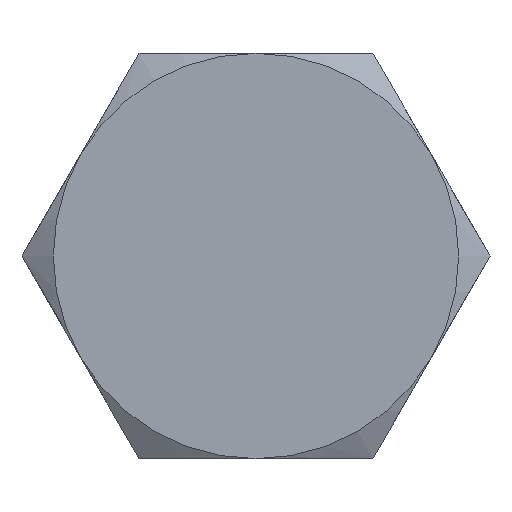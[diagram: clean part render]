
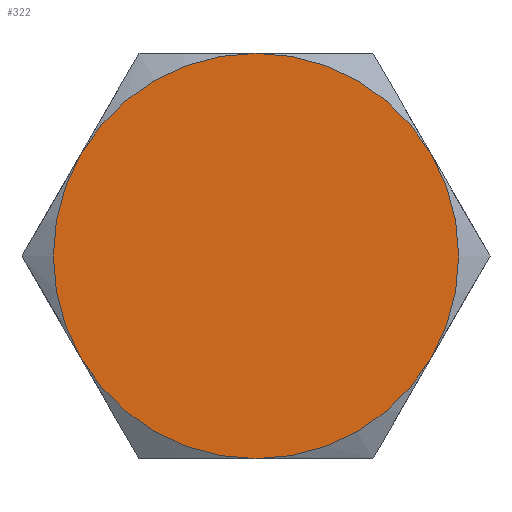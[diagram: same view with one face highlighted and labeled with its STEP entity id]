
A CAD part, left-side view. The second image highlights one B-rep face of the part: STEP entity #322.
In plain terms, the highlighted planar face has unit normal (-1, 0, 0).
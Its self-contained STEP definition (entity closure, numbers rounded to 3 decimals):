
#58=PLANE('',#370);
#78=FACE_OUTER_BOUND('',#100,.T.);
#100=EDGE_LOOP('',(#269,#270,#271,#272,#273,#274));
#101=CIRCLE('',#338,8.5);
#110=CIRCLE('',#361,8.5);
#111=CIRCLE('',#363,8.5);
#112=CIRCLE('',#365,8.5);
#113=CIRCLE('',#367,8.5);
#114=CIRCLE('',#369,8.5);
#127=VERTEX_POINT('',#458);
#129=VERTEX_POINT('',#463);
#131=VERTEX_POINT('',#470);
#135=VERTEX_POINT('',#484);
#149=VERTEX_POINT('',#539);
#151=VERTEX_POINT('',#549);
#154=EDGE_CURVE('',#127,#129,#101,.F.);
#188=EDGE_CURVE('',#131,#135,#110,.F.);
#189=EDGE_CURVE('',#151,#131,#111,.F.);
#190=EDGE_CURVE('',#149,#151,#112,.F.);
#191=EDGE_CURVE('',#129,#149,#113,.F.);
#192=EDGE_CURVE('',#135,#127,#114,.F.);
#269=ORIENTED_EDGE('',*,*,#190,.T.);
#270=ORIENTED_EDGE('',*,*,#189,.T.);
#271=ORIENTED_EDGE('',*,*,#188,.T.);
#272=ORIENTED_EDGE('',*,*,#192,.T.);
#273=ORIENTED_EDGE('',*,*,#154,.T.);
#274=ORIENTED_EDGE('',*,*,#191,.T.);
#322=ADVANCED_FACE('',(#78),#58,.F.);
#338=AXIS2_PLACEMENT_3D('',#467,#375,#376);
#361=AXIS2_PLACEMENT_3D('',#557,#436,#437);
#363=AXIS2_PLACEMENT_3D('',#559,#440,#441);
#365=AXIS2_PLACEMENT_3D('',#561,#444,#445);
#367=AXIS2_PLACEMENT_3D('',#563,#448,#449);
#369=AXIS2_PLACEMENT_3D('',#565,#452,#453);
#370=AXIS2_PLACEMENT_3D('',#566,#454,#455);
#375=DIRECTION('center_axis',(1.,0.,0.));
#376=DIRECTION('ref_axis',(0.,0.,-1.));
#436=DIRECTION('center_axis',(1.,0.,0.));
#437=DIRECTION('ref_axis',(0.,0.,-1.));
#440=DIRECTION('center_axis',(1.,0.,0.));
#441=DIRECTION('ref_axis',(0.,0.,-1.));
#444=DIRECTION('center_axis',(1.,0.,0.));
#445=DIRECTION('ref_axis',(0.,0.,-1.));
#448=DIRECTION('center_axis',(1.,0.,0.));
#449=DIRECTION('ref_axis',(0.,0.,-1.));
#452=DIRECTION('center_axis',(1.,0.,0.));
#453=DIRECTION('ref_axis',(0.,0.,-1.));
#454=DIRECTION('center_axis',(1.,0.,0.));
#455=DIRECTION('ref_axis',(0.,0.,-1.));
#458=CARTESIAN_POINT('',(-6.4,-7.361,-4.25));
#463=CARTESIAN_POINT('',(-6.4,-7.361,4.25));
#467=CARTESIAN_POINT('Origin',(-6.4,0.,0.));
#470=CARTESIAN_POINT('',(-6.4,7.361,-4.25));
#484=CARTESIAN_POINT('',(-6.4,0.,-8.5));
#539=CARTESIAN_POINT('',(-6.4,0.,8.5));
#549=CARTESIAN_POINT('',(-6.4,7.361,4.25));
#557=CARTESIAN_POINT('Origin',(-6.4,0.,0.));
#559=CARTESIAN_POINT('Origin',(-6.4,0.,0.));
#561=CARTESIAN_POINT('Origin',(-6.4,0.,0.));
#563=CARTESIAN_POINT('Origin',(-6.4,0.,0.));
#565=CARTESIAN_POINT('Origin',(-6.4,0.,0.));
#566=CARTESIAN_POINT('Origin',(-6.4,0.,0.));
